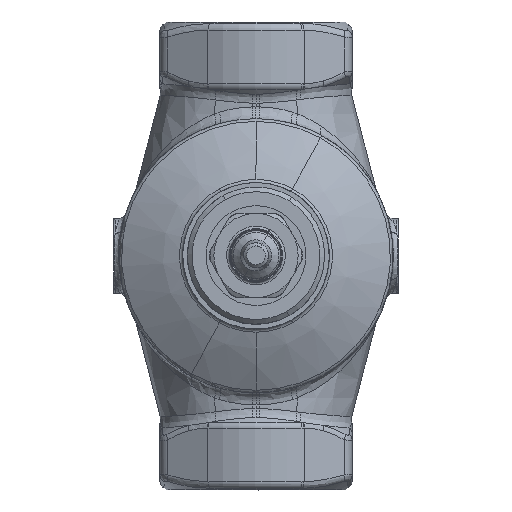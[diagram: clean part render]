
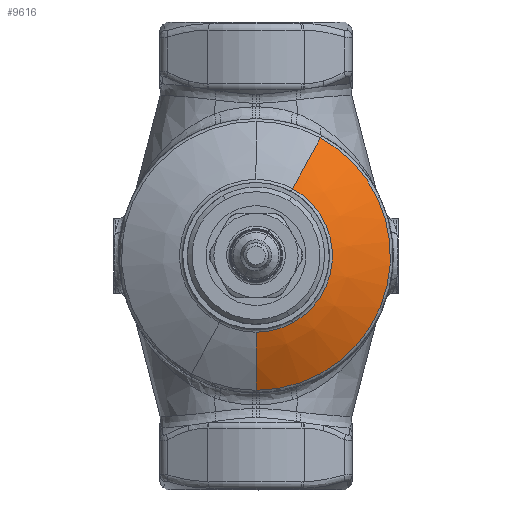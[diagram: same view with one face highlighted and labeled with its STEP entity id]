
A CAD part, top view. The second image highlights one B-rep face of the part: STEP entity #9616.
In plain terms, the highlighted face is a revolution surface.
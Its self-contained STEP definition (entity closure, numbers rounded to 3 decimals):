
#5547=CARTESIAN_POINT('Vertex',(20.675,37.846,31.604)) ;
#5628=CARTESIAN_POINT('Vertex',(38.972,18.465,31.604)) ;
#5631=CARTESIAN_POINT('Axis2P3D Location',(0.,0.,31.604)) ;
#5648=CARTESIAN_POINT('Axis2P3D Location',(0.,0.,31.604)) ;
#5652=CARTESIAN_POINT('Vertex',(0.,-43.125,31.604)) ;
#9513=CARTESIAN_POINT('Vertex',(11.748,21.505,40.991)) ;
#9517=CARTESIAN_POINT('Control Point',(20.675,37.846,31.604)) ;
#9518=CARTESIAN_POINT('Control Point',(17.913,32.789,35.526)) ;
#9519=CARTESIAN_POINT('Control Point',(14.903,27.28,38.691)) ;
#9520=CARTESIAN_POINT('Control Point',(11.748,21.505,40.991)) ;
#9580=CARTESIAN_POINT('Control Point',(0.,43.125,31.604)) ;
#9581=CARTESIAN_POINT('Control Point',(0.,37.363,35.526)) ;
#9582=CARTESIAN_POINT('Control Point',(0.,31.085,38.691)) ;
#9583=CARTESIAN_POINT('Control Point',(0.,24.505,40.991)) ;
#9584=CARTESIAN_POINT('Axis1P Location',(0.,0.,-4.25)) ;
#9589=CARTESIAN_POINT('Control Point',(0.,-43.125,31.604)) ;
#9590=CARTESIAN_POINT('Control Point',(0.,-37.363,35.526)) ;
#9591=CARTESIAN_POINT('Control Point',(0.,-31.085,38.691)) ;
#9592=CARTESIAN_POINT('Control Point',(0.,-24.505,40.991)) ;
#9593=CARTESIAN_POINT('Vertex',(0.,-24.505,40.991)) ;
#9596=CARTESIAN_POINT('Axis2P3D Location',(0.,0.,40.991)) ;
#9600=CARTESIAN_POINT('Vertex',(11.748,-21.505,40.991)) ;
#9603=CARTESIAN_POINT('Axis2P3D Location',(0.,0.,40.991)) ;
#5632=DIRECTION('Axis2P3D Direction',(0.,0.,1.)) ;
#5649=DIRECTION('Axis2P3D Direction',(0.,0.,1.)) ;
#9585=DIRECTION('Axis1P Direction',(0.,0.,-1.)) ;
#9597=DIRECTION('Axis2P3D Direction',(0.,0.,-1.)) ;
#9604=DIRECTION('Axis2P3D Direction',(0.,0.,-1.)) ;
#5633=AXIS2_PLACEMENT_3D('Circle Axis2P3D',#5631,#5632,$) ;
#5650=AXIS2_PLACEMENT_3D('Circle Axis2P3D',#5648,#5649,$) ;
#9598=AXIS2_PLACEMENT_3D('Circle Axis2P3D',#9596,#9597,$) ;
#9605=AXIS2_PLACEMENT_3D('Circle Axis2P3D',#9603,#9604,$) ;
#9609=ORIENTED_EDGE('',*,*,#9595,.T.) ;
#9610=ORIENTED_EDGE('',*,*,#5654,.F.) ;
#9611=ORIENTED_EDGE('',*,*,#5635,.F.) ;
#9612=ORIENTED_EDGE('',*,*,#9521,.T.) ;
#9613=ORIENTED_EDGE('',*,*,#9602,.T.) ;
#9614=ORIENTED_EDGE('',*,*,#9607,.T.) ;
#9616=ADVANCED_FACE('Body.2',(#9615),#9587,.F.) ;
#9586=AXIS1_PLACEMENT('Revolution Surface Axis1P',#9584,#9585) ;
#9516=B_SPLINE_CURVE_WITH_KNOTS('',3,(#9517,#9518,#9519,#9520),.UNSPECIFIED.,.F.,.U.,(4,4),(77.853,98.824),.UNSPECIFIED.) ;
#9579=B_SPLINE_CURVE_WITH_KNOTS('',3,(#9580,#9581,#9582,#9583),.UNSPECIFIED.,.F.,.U.,(4,4),(77.853,98.824),.UNSPECIFIED.) ;
#9588=B_SPLINE_CURVE_WITH_KNOTS('',3,(#9589,#9590,#9591,#9592),.UNSPECIFIED.,.F.,.U.,(4,4),(77.853,98.824),.UNSPECIFIED.) ;
#5634=CIRCLE('generated circle',#5633,43.125) ;
#5651=CIRCLE('generated circle',#5650,43.125) ;
#9599=CIRCLE('generated circle',#9598,24.505) ;
#9606=CIRCLE('generated circle',#9605,24.505) ;
#5635=EDGE_CURVE('',#5548,#5629,#5634,.F.) ;
#5654=EDGE_CURVE('',#5629,#5653,#5651,.F.) ;
#9521=EDGE_CURVE('',#5548,#9514,#9516,.T.) ;
#9595=EDGE_CURVE('',#9594,#5653,#9588,.F.) ;
#9602=EDGE_CURVE('',#9514,#9601,#9599,.T.) ;
#9607=EDGE_CURVE('',#9601,#9594,#9606,.T.) ;
#9608=EDGE_LOOP('',(#9609,#9610,#9611,#9612,#9613,#9614)) ;
#9615=FACE_OUTER_BOUND('',#9608,.T.) ;
#9587=SURFACE_OF_REVOLUTION('Surface of Revolution',#9579,#9586) ;
#5548=VERTEX_POINT('',#5547) ;
#5629=VERTEX_POINT('',#5628) ;
#5653=VERTEX_POINT('',#5652) ;
#9514=VERTEX_POINT('',#9513) ;
#9594=VERTEX_POINT('',#9593) ;
#9601=VERTEX_POINT('',#9600) ;
